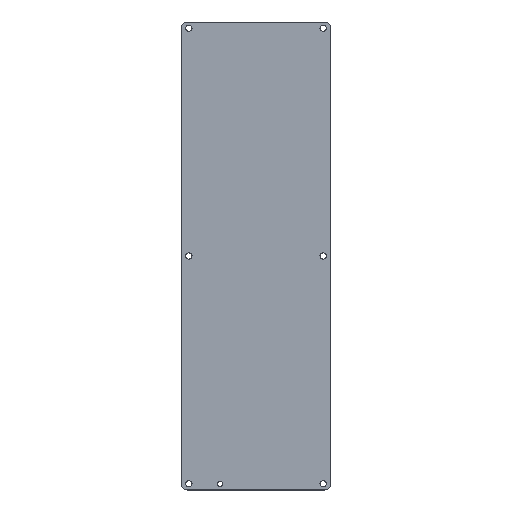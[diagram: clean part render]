
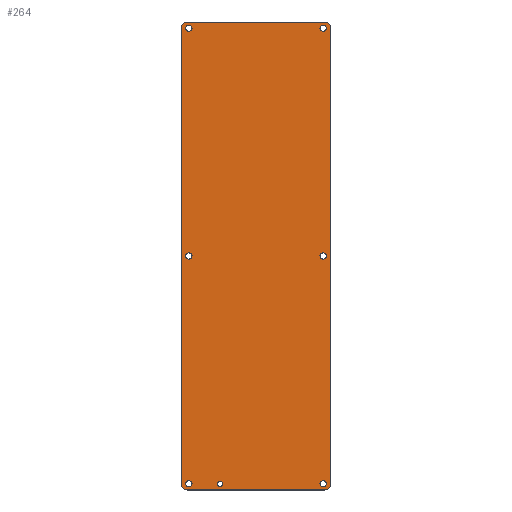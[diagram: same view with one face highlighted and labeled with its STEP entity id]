
A CAD part, top view. The second image highlights one B-rep face of the part: STEP entity #264.
In plain terms, the highlighted planar face has unit normal (0, 0, 1).
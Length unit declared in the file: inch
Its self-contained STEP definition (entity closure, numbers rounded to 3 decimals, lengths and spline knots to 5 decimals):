
#12 = CARTESIAN_POINT ( 'NONE',  ( 0., 0., 0. ) ) ;
#17 = CIRCLE ( 'NONE', #469, 0.25 ) ;
#23 = CARTESIAN_POINT ( 'NONE',  ( -3., -9.125, 0. ) ) ;
#25 = DIRECTION ( 'NONE',  ( 1., 0., 0. ) ) ;
#35 = CARTESIAN_POINT ( 'NONE',  ( -3., 9.125, 0. ) ) ;
#36 = CIRCLE ( 'NONE', #114, 0.125 ) ;
#37 = CARTESIAN_POINT ( 'NONE',  ( -2.5625, 9.125, 0. ) ) ;
#43 = CARTESIAN_POINT ( 'NONE',  ( 2.8125, 0., 0. ) ) ;
#47 = CARTESIAN_POINT ( 'NONE',  ( -2.5625, 0., 0. ) ) ;
#50 = EDGE_CURVE ( 'NONE', #374, #374, #382, .T. ) ;
#52 = ORIENTED_EDGE ( 'NONE', *, *, #228, .T. ) ;
#66 = PLANE ( 'NONE',  #472 ) ;
#70 = EDGE_LOOP ( 'NONE', ( #482 ) ) ;
#71 = CARTESIAN_POINT ( 'NONE',  ( -3., 0., 0. ) ) ;
#72 = EDGE_CURVE ( 'NONE', #524, #527, #449, .T. ) ;
#77 = AXIS2_PLACEMENT_3D ( 'NONE', #174, #601, #124 ) ;
#80 = CARTESIAN_POINT ( 'NONE',  ( 3., -9.125, 0. ) ) ;
#83 = VERTEX_POINT ( 'NONE', #43 ) ;
#85 = VERTEX_POINT ( 'NONE', #274 ) ;
#86 = CARTESIAN_POINT ( 'NONE',  ( 2.75, -9.375, 0. ) ) ;
#89 = VERTEX_POINT ( 'NONE', #47 ) ;
#92 = DIRECTION ( 'NONE',  ( 1., 0., 0. ) ) ;
#96 = EDGE_LOOP ( 'NONE', ( #169 ) ) ;
#99 = DIRECTION ( 'NONE',  ( 1., 0., 0. ) ) ;
#100 = VERTEX_POINT ( 'NONE', #220 ) ;
#102 = CIRCLE ( 'NONE', #314, 0.10912 ) ;
#104 = AXIS2_PLACEMENT_3D ( 'NONE', #332, #535, #99 ) ;
#105 = AXIS2_PLACEMENT_3D ( 'NONE', #548, #456, #118 ) ;
#107 = FACE_BOUND ( 'NONE', #476, .T. ) ;
#114 = AXIS2_PLACEMENT_3D ( 'NONE', #134, #136, #614 ) ;
#116 = VECTOR ( 'NONE', #550, 39.37008 ) ;
#117 = EDGE_CURVE ( 'NONE', #100, #453, #594, .T. ) ;
#118 = DIRECTION ( 'NONE',  ( 1., 0., 0. ) ) ;
#124 = DIRECTION ( 'NONE',  ( 1., 0., 0. ) ) ;
#127 = CIRCLE ( 'NONE', #526, 0.125 ) ;
#131 = ORIENTED_EDGE ( 'NONE', *, *, #392, .F. ) ;
#134 = CARTESIAN_POINT ( 'NONE',  ( -2.6875, -9.125, 0. ) ) ;
#135 = VECTOR ( 'NONE', #260, 39.37008 ) ;
#136 = DIRECTION ( 'NONE',  ( 0., 0., -1. ) ) ;
#142 = ORIENTED_EDGE ( 'NONE', *, *, #373, .F. ) ;
#159 = FACE_BOUND ( 'NONE', #299, .T. ) ;
#160 = CARTESIAN_POINT ( 'NONE',  ( 0., 9.375, 0. ) ) ;
#164 = DIRECTION ( 'NONE',  ( 1., 0., 0. ) ) ;
#166 = CIRCLE ( 'NONE', #323, 0.25 ) ;
#167 = DIRECTION ( 'NONE',  ( 0., 0., -1. ) ) ;
#169 = ORIENTED_EDGE ( 'NONE', *, *, #208, .T. ) ;
#170 = DIRECTION ( 'NONE',  ( 0., 0., -1. ) ) ;
#174 = CARTESIAN_POINT ( 'NONE',  ( -2.75, 9.125, 0. ) ) ;
#176 = AXIS2_PLACEMENT_3D ( 'NONE', #185, #418, #92 ) ;
#179 = LINE ( 'NONE', #551, #135 ) ;
#185 = CARTESIAN_POINT ( 'NONE',  ( 2.75, -9.125, 0. ) ) ;
#208 = EDGE_CURVE ( 'NONE', #522, #522, #127, .T. ) ;
#209 = DIRECTION ( 'NONE',  ( 0., 0., -1. ) ) ;
#210 = DIRECTION ( 'NONE',  ( 1., 0., 0. ) ) ;
#213 = ORIENTED_EDGE ( 'NONE', *, *, #510, .F. ) ;
#214 = DIRECTION ( 'NONE',  ( 0., 0., -1. ) ) ;
#218 = EDGE_LOOP ( 'NONE', ( #52 ) ) ;
#219 = CARTESIAN_POINT ( 'NONE',  ( 2.75, 9.375, 0. ) ) ;
#220 = CARTESIAN_POINT ( 'NONE',  ( -2.75, 9.375, 0. ) ) ;
#225 = ORIENTED_EDGE ( 'NONE', *, *, #361, .F. ) ;
#228 = EDGE_CURVE ( 'NONE', #89, #89, #364, .T. ) ;
#229 = ORIENTED_EDGE ( 'NONE', *, *, #487, .T. ) ;
#260 = DIRECTION ( 'NONE',  ( -1., 0., 0. ) ) ;
#264 = ADVANCED_FACE ( 'NONE', ( #546, #492, #107, #591, #588, #293, #159, #298 ), #66, .T. ) ;
#266 = CIRCLE ( 'NONE', #105, 0.125 ) ;
#273 = VERTEX_POINT ( 'NONE', #610 ) ;
#274 = CARTESIAN_POINT ( 'NONE',  ( -2.5625, -9.125, 0. ) ) ;
#278 = ORIENTED_EDGE ( 'NONE', *, *, #72, .F. ) ;
#285 = ORIENTED_EDGE ( 'NONE', *, *, #617, .F. ) ;
#288 = DIRECTION ( 'NONE',  ( 0., 0., -1. ) ) ;
#293 = FACE_BOUND ( 'NONE', #430, .T. ) ;
#298 = FACE_OUTER_BOUND ( 'NONE', #344, .T. ) ;
#299 = EDGE_LOOP ( 'NONE', ( #501 ) ) ;
#313 = LINE ( 'NONE', #71, #458 ) ;
#314 = AXIS2_PLACEMENT_3D ( 'NONE', #415, #365, #25 ) ;
#320 = CARTESIAN_POINT ( 'NONE',  ( 2.8125, 9.125, 0. ) ) ;
#323 = AXIS2_PLACEMENT_3D ( 'NONE', #553, #167, #495 ) ;
#330 = ORIENTED_EDGE ( 'NONE', *, *, #378, .F. ) ;
#332 = CARTESIAN_POINT ( 'NONE',  ( -2.6875, 0., 0. ) ) ;
#344 = EDGE_LOOP ( 'NONE', ( #131, #213, #142, #285, #278, #225, #571, #330 ) ) ;
#346 = DIRECTION ( 'NONE',  ( 0., 0., 1. ) ) ;
#347 = DIRECTION ( 'NONE',  ( 1., 0., 0. ) ) ;
#352 = AXIS2_PLACEMENT_3D ( 'NONE', #358, #209, #164 ) ;
#358 = CARTESIAN_POINT ( 'NONE',  ( -2.6875, 9.125, 0. ) ) ;
#361 = EDGE_CURVE ( 'NONE', #453, #524, #166, .T. ) ;
#364 = CIRCLE ( 'NONE', #104, 0.125 ) ;
#365 = DIRECTION ( 'NONE',  ( 0., 0., -1. ) ) ;
#373 = EDGE_CURVE ( 'NONE', #560, #419, #179, .T. ) ;
#374 = VERTEX_POINT ( 'NONE', #37 ) ;
#378 = EDGE_CURVE ( 'NONE', #479, #100, #485, .T. ) ;
#382 = CIRCLE ( 'NONE', #352, 0.125 ) ;
#383 = CARTESIAN_POINT ( 'NONE',  ( 2.6875, 9.125, 0. ) ) ;
#388 = DIRECTION ( 'NONE',  ( 1., 0., 0. ) ) ;
#392 = EDGE_CURVE ( 'NONE', #461, #479, #313, .T. ) ;
#401 = CARTESIAN_POINT ( 'NONE',  ( 3., 9.125, 0. ) ) ;
#405 = CARTESIAN_POINT ( 'NONE',  ( 2.6875, -9.125, 0. ) ) ;
#415 = CARTESIAN_POINT ( 'NONE',  ( -1.4375, -9.125, 0. ) ) ;
#418 = DIRECTION ( 'NONE',  ( 0., 0., -1. ) ) ;
#419 = VERTEX_POINT ( 'NONE', #459 ) ;
#427 = EDGE_CURVE ( 'NONE', #83, #83, #266, .T. ) ;
#430 = EDGE_LOOP ( 'NONE', ( #611 ) ) ;
#435 = ORIENTED_EDGE ( 'NONE', *, *, #545, .T. ) ;
#445 = CIRCLE ( 'NONE', #176, 0.25 ) ;
#449 = LINE ( 'NONE', #555, #116 ) ;
#453 = VERTEX_POINT ( 'NONE', #219 ) ;
#454 = DIRECTION ( 'NONE',  ( 1., 0., 0. ) ) ;
#456 = DIRECTION ( 'NONE',  ( 0., 0., -1. ) ) ;
#458 = VECTOR ( 'NONE', #502, 39.37008 ) ;
#459 = CARTESIAN_POINT ( 'NONE',  ( -2.75, -9.375, 0. ) ) ;
#460 = EDGE_CURVE ( 'NONE', #465, #465, #616, .T. ) ;
#461 = VERTEX_POINT ( 'NONE', #23 ) ;
#464 = VECTOR ( 'NONE', #347, 39.37008 ) ;
#465 = VERTEX_POINT ( 'NONE', #515 ) ;
#469 = AXIS2_PLACEMENT_3D ( 'NONE', #597, #170, #210 ) ;
#472 = AXIS2_PLACEMENT_3D ( 'NONE', #12, #346, #490 ) ;
#473 = EDGE_LOOP ( 'NONE', ( #229 ) ) ;
#476 = EDGE_LOOP ( 'NONE', ( #435 ) ) ;
#479 = VERTEX_POINT ( 'NONE', #35 ) ;
#482 = ORIENTED_EDGE ( 'NONE', *, *, #427, .T. ) ;
#485 = CIRCLE ( 'NONE', #77, 0.25 ) ;
#487 = EDGE_CURVE ( 'NONE', #273, #273, #102, .T. ) ;
#490 = DIRECTION ( 'NONE',  ( 1., 0., 0. ) ) ;
#492 = FACE_BOUND ( 'NONE', #70, .T. ) ;
#495 = DIRECTION ( 'NONE',  ( 1., 0., 0. ) ) ;
#501 = ORIENTED_EDGE ( 'NONE', *, *, #460, .T. ) ;
#502 = DIRECTION ( 'NONE',  ( 0., 1., 0. ) ) ;
#510 = EDGE_CURVE ( 'NONE', #419, #461, #17, .T. ) ;
#515 = CARTESIAN_POINT ( 'NONE',  ( 2.8125, -9.125, 0. ) ) ;
#522 = VERTEX_POINT ( 'NONE', #320 ) ;
#524 = VERTEX_POINT ( 'NONE', #401 ) ;
#526 = AXIS2_PLACEMENT_3D ( 'NONE', #383, #288, #388 ) ;
#527 = VERTEX_POINT ( 'NONE', #80 ) ;
#535 = DIRECTION ( 'NONE',  ( 0., 0., -1. ) ) ;
#539 = AXIS2_PLACEMENT_3D ( 'NONE', #405, #214, #454 ) ;
#545 = EDGE_CURVE ( 'NONE', #85, #85, #36, .T. ) ;
#546 = FACE_BOUND ( 'NONE', #218, .T. ) ;
#548 = CARTESIAN_POINT ( 'NONE',  ( 2.6875, 0., 0. ) ) ;
#550 = DIRECTION ( 'NONE',  ( 0., -1., 0. ) ) ;
#551 = CARTESIAN_POINT ( 'NONE',  ( 0., -9.375, 0. ) ) ;
#553 = CARTESIAN_POINT ( 'NONE',  ( 2.75, 9.125, 0. ) ) ;
#555 = CARTESIAN_POINT ( 'NONE',  ( 3., 0., 0. ) ) ;
#560 = VERTEX_POINT ( 'NONE', #86 ) ;
#571 = ORIENTED_EDGE ( 'NONE', *, *, #117, .F. ) ;
#588 = FACE_BOUND ( 'NONE', #96, .T. ) ;
#591 = FACE_BOUND ( 'NONE', #473, .T. ) ;
#594 = LINE ( 'NONE', #160, #464 ) ;
#597 = CARTESIAN_POINT ( 'NONE',  ( -2.75, -9.125, 0. ) ) ;
#601 = DIRECTION ( 'NONE',  ( 0., 0., -1. ) ) ;
#610 = CARTESIAN_POINT ( 'NONE',  ( -1.32838, -9.125, 0. ) ) ;
#611 = ORIENTED_EDGE ( 'NONE', *, *, #50, .T. ) ;
#614 = DIRECTION ( 'NONE',  ( 1., 0., 0. ) ) ;
#616 = CIRCLE ( 'NONE', #539, 0.125 ) ;
#617 = EDGE_CURVE ( 'NONE', #527, #560, #445, .T. ) ;
